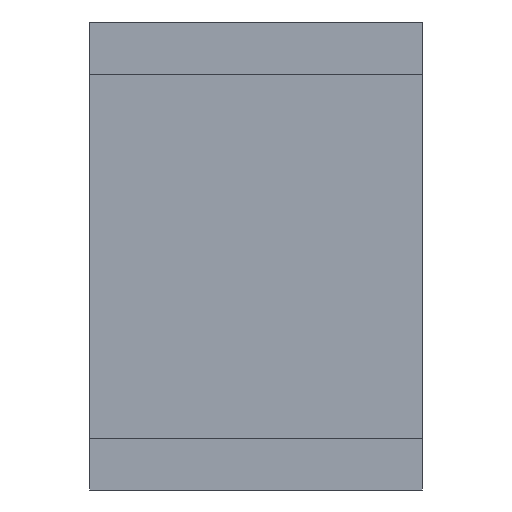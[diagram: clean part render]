
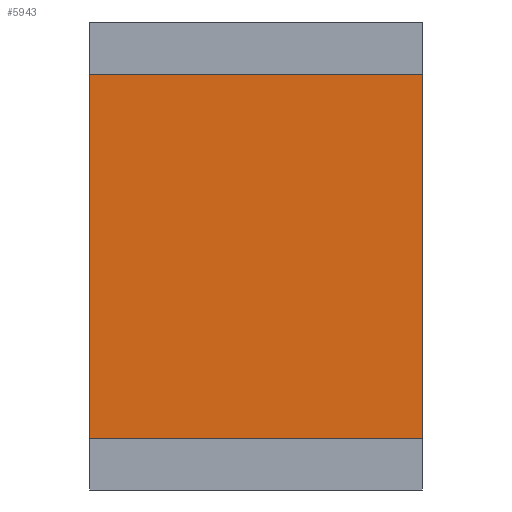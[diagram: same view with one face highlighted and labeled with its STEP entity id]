
A CAD part, front view. The second image highlights one B-rep face of the part: STEP entity #5943.
In plain terms, the highlighted planar face has unit normal (0, -1, 0).
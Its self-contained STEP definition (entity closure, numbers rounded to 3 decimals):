
#27 = LINE ( 'NONE', #894, #4498 ) ;
#33 = EDGE_CURVE ( 'NONE', #2109, #1146, #4886, .T. ) ;
#209 = CARTESIAN_POINT ( 'NONE',  ( 1.6, -0.29, 2.24 ) ) ;
#270 = DIRECTION ( 'NONE',  ( -1., 0., 0. ) ) ;
#295 = CARTESIAN_POINT ( 'NONE',  ( 6.117, -0.29, -2.24 ) ) ;
#369 = ORIENTED_EDGE ( 'NONE', *, *, #33, .F. ) ;
#386 = FACE_OUTER_BOUND ( 'NONE', #4076, .T. ) ;
#669 = EDGE_CURVE ( 'NONE', #2589, #2109, #1113, .T. ) ;
#746 = VERTEX_POINT ( 'NONE', #4253 ) ;
#749 = DIRECTION ( 'NONE',  ( 0., 1., 0. ) ) ;
#875 = AXIS2_PLACEMENT_3D ( 'NONE', #2555, #749, #3504 ) ;
#894 = CARTESIAN_POINT ( 'NONE',  ( 6.117, -0.29, 2.24 ) ) ;
#936 = DIRECTION ( 'NONE',  ( 0., 0., 1. ) ) ;
#1113 = LINE ( 'NONE', #209, #3293 ) ;
#1146 = VERTEX_POINT ( 'NONE', #5978 ) ;
#1854 = DIRECTION ( 'NONE',  ( -1., 0., 0. ) ) ;
#1882 = EDGE_CURVE ( 'NONE', #2589, #746, #27, .T. ) ;
#1993 = ORIENTED_EDGE ( 'NONE', *, *, #669, .F. ) ;
#2101 = LINE ( 'NONE', #4443, #3483 ) ;
#2109 = VERTEX_POINT ( 'NONE', #4728 ) ;
#2195 = ORIENTED_EDGE ( 'NONE', *, *, #4165, .F. ) ;
#2496 = VECTOR ( 'NONE', #270, 1000. ) ;
#2555 = CARTESIAN_POINT ( 'NONE',  ( 6.117, -0.29, 2.24 ) ) ;
#2589 = VERTEX_POINT ( 'NONE', #3521 ) ;
#3293 = VECTOR ( 'NONE', #4787, 1000. ) ;
#3483 = VECTOR ( 'NONE', #936, 1000. ) ;
#3504 = DIRECTION ( 'NONE',  ( 0., 0., 1. ) ) ;
#3521 = CARTESIAN_POINT ( 'NONE',  ( 1.6, -0.29, 2.24 ) ) ;
#4076 = EDGE_LOOP ( 'NONE', ( #1993, #5803, #2195, #369 ) ) ;
#4165 = EDGE_CURVE ( 'NONE', #1146, #746, #2101, .T. ) ;
#4253 = CARTESIAN_POINT ( 'NONE',  ( -1.6, -0.29, 2.24 ) ) ;
#4443 = CARTESIAN_POINT ( 'NONE',  ( -1.6, -0.29, 2.24 ) ) ;
#4498 = VECTOR ( 'NONE', #1854, 1000. ) ;
#4728 = CARTESIAN_POINT ( 'NONE',  ( 1.6, -0.29, -2.24 ) ) ;
#4787 = DIRECTION ( 'NONE',  ( 0., 0., -1. ) ) ;
#4886 = LINE ( 'NONE', #295, #2496 ) ;
#5761 = PLANE ( 'NONE',  #875 ) ;
#5803 = ORIENTED_EDGE ( 'NONE', *, *, #1882, .T. ) ;
#5943 = ADVANCED_FACE ( 'NONE', ( #386 ), #5761, .F. ) ;
#5978 = CARTESIAN_POINT ( 'NONE',  ( -1.6, -0.29, -2.24 ) ) ;
